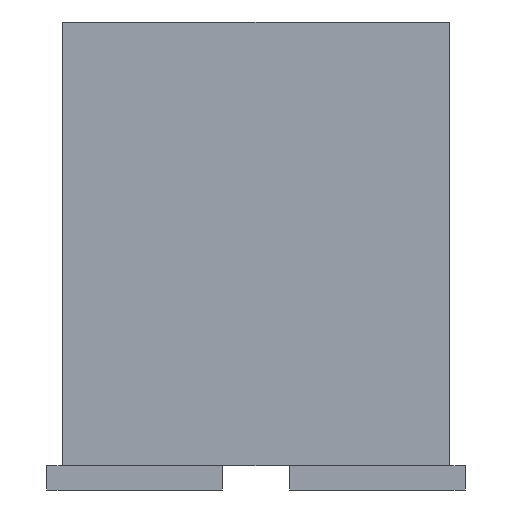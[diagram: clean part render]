
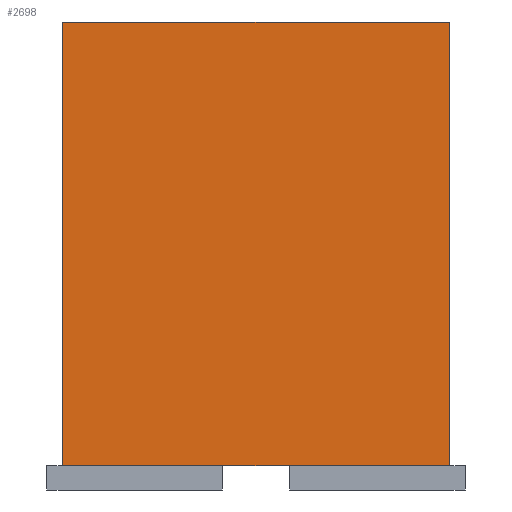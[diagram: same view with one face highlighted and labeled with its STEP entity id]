
A CAD part, front view. The second image highlights one B-rep face of the part: STEP entity #2698.
In plain terms, the highlighted face is planar.
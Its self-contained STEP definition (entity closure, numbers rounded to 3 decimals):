
#172=FACE_OUTER_BOUND('',#346,.T.);
#346=EDGE_LOOP('',(#2167,#2168,#2169,#2170));
#631=LINE('',#4152,#987);
#635=LINE('',#4160,#991);
#638=LINE('',#4166,#994);
#641=LINE('',#4171,#997);
#987=VECTOR('',#3415,10.);
#991=VECTOR('',#3421,10.);
#994=VECTOR('',#3426,10.);
#997=VECTOR('',#3431,10.);
#1255=VERTEX_POINT('',#4149);
#1256=VERTEX_POINT('',#4151);
#1259=VERTEX_POINT('',#4159);
#1261=VERTEX_POINT('',#4165);
#1567=EDGE_CURVE('',#1255,#1256,#631,.T.);
#1571=EDGE_CURVE('',#1255,#1259,#635,.T.);
#1574=EDGE_CURVE('',#1259,#1261,#638,.T.);
#1577=EDGE_CURVE('',#1261,#1256,#641,.T.);
#2167=ORIENTED_EDGE('',*,*,#1577,.T.);
#2168=ORIENTED_EDGE('',*,*,#1567,.F.);
#2169=ORIENTED_EDGE('',*,*,#1571,.T.);
#2170=ORIENTED_EDGE('',*,*,#1574,.T.);
#2524=PLANE('',#2907);
#2698=ADVANCED_FACE('',(#172),#2524,.F.);
#2907=AXIS2_PLACEMENT_3D('',#4174,#3435,#3436);
#3415=DIRECTION('',(0.,-1.,0.));
#3421=DIRECTION('',(0.,0.,-1.));
#3426=DIRECTION('',(0.,-1.,0.));
#3431=DIRECTION('',(0.,0.,1.));
#3435=DIRECTION('center_axis',(1.,0.,0.));
#3436=DIRECTION('ref_axis',(0.,0.,-1.));
#4149=CARTESIAN_POINT('',(-3.785,1.905,5.84));
#4151=CARTESIAN_POINT('',(-3.785,-3.175,5.84));
#4152=CARTESIAN_POINT('',(-3.785,1.905,5.84));
#4159=CARTESIAN_POINT('',(-3.785,1.905,0.));
#4160=CARTESIAN_POINT('',(-3.785,1.905,1.27));
#4165=CARTESIAN_POINT('',(-3.785,-3.175,0.));
#4166=CARTESIAN_POINT('',(-3.785,1.905,0.));
#4171=CARTESIAN_POINT('',(-3.785,-3.175,0.));
#4174=CARTESIAN_POINT('Origin',(-3.785,-0.635,0.635));
